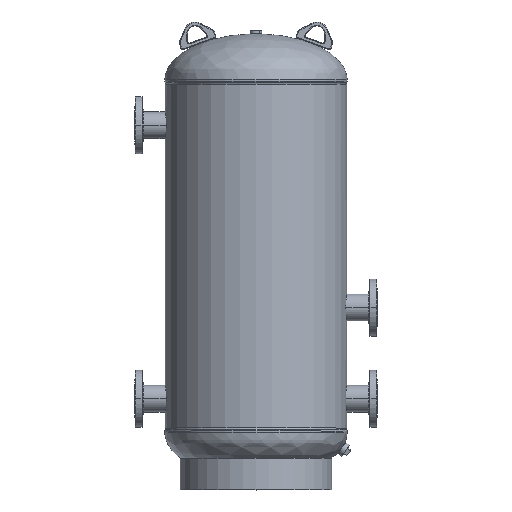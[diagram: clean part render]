
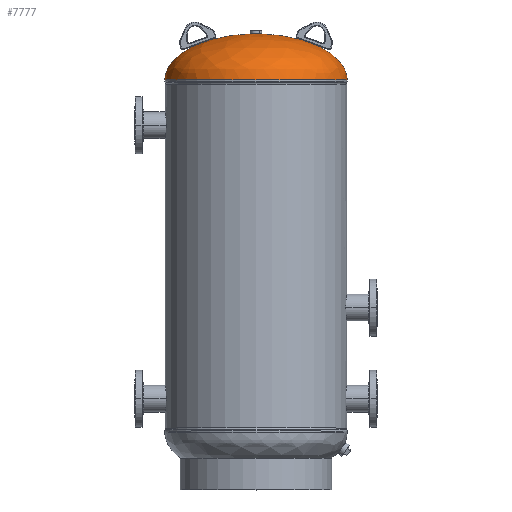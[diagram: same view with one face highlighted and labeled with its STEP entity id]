
A CAD part, top view. The second image highlights one B-rep face of the part: STEP entity #7777.
In plain terms, the highlighted free-form (B-spline) face has degree [3, 3] with [4, 4] control points.
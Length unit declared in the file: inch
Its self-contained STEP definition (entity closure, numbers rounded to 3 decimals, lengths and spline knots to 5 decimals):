
#325 =( BOUNDED_CURVE ( )  B_SPLINE_CURVE ( 3, ( #5632, #9748, #542, #3628 ),
 .UNSPECIFIED., .F., .F. ) 
 B_SPLINE_CURVE_WITH_KNOTS ( ( 4, 4 ),
 ( 1.6229, 3.14159 ),
 .UNSPECIFIED. ) 
 CURVE ( )  GEOMETRIC_REPRESENTATION_ITEM ( )  RATIONAL_B_SPLINE_CURVE ( ( 1., 0.817, 0.817, 1. ) ) 
 REPRESENTATION_ITEM ( '' )  );
#542 = CARTESIAN_POINT ( 'NONE',  ( 12., 3.97305, 0. ) ) ;
#979 = CARTESIAN_POINT ( 'NONE',  ( -12., 3.97305, 0. ) ) ;
#1013 = VERTEX_POINT ( 'NONE', #4547 ) ;
#1154 = CARTESIAN_POINT ( 'NONE',  ( 7.35823, 6.44849, 0. ) ) ;
#1282 = DIRECTION ( 'NONE',  ( 1., 0., 0. ) ) ;
#1357 = CARTESIAN_POINT ( 'NONE',  ( 7.35823, 6.44849, 14.71646 ) ) ;
#1506 = ORIENTED_EDGE ( 'NONE', *, *, #9156, .F. ) ;
#2125 =( BOUNDED_SURFACE ( )  B_SPLINE_SURFACE ( 3, 3, ( 
 ( #8566, #12637, #2161, #7405 ),
 ( #1154, #1357, #9357, #7543 ),
 ( #4240, #10432, #11506, #2362 ),
 ( #6459, #6393, #12448, #8364 ) ),
 .UNSPECIFIED., .F., .F., .F. ) 
 B_SPLINE_SURFACE_WITH_KNOTS ( ( 4, 4 ),
 ( 4, 4 ),
 ( 0., 1. ),
 ( 0., 1. ),
 .UNSPECIFIED. ) 
 GEOMETRIC_REPRESENTATION_ITEM ( )  RATIONAL_B_SPLINE_SURFACE ( (
 ( 1., 0.333, 0.333, 1.),
 ( 0.817, 0.272, 0.272, 0.817),
 ( 0.817, 0.272, 0.272, 0.817),
 ( 1., 0.333, 0.333, 1.) ) ) 
 REPRESENTATION_ITEM ( '' )  SURFACE ( )  );
#2161 = CARTESIAN_POINT ( 'NONE',  ( -0.625, 6.62626, 1.25 ) ) ;
#2362 = CARTESIAN_POINT ( 'NONE',  ( -12., 3.97305, 0. ) ) ;
#3076 = ORIENTED_EDGE ( 'NONE', *, *, #12698, .F. ) ;
#3144 =( BOUNDED_CURVE ( )  B_SPLINE_CURVE ( 3, ( #6090, #9258, #979, #12341 ),
 .UNSPECIFIED., .F., .F. ) 
 B_SPLINE_CURVE_WITH_KNOTS ( ( 4, 4 ),
 ( 1.6229, 3.14159 ),
 .UNSPECIFIED. ) 
 CURVE ( )  GEOMETRIC_REPRESENTATION_ITEM ( )  RATIONAL_B_SPLINE_CURVE ( ( 1., 0.817, 0.817, 1. ) ) 
 REPRESENTATION_ITEM ( '' )  );
#3185 = DIRECTION ( 'NONE',  ( 0., -1., 0. ) ) ;
#3305 = FACE_OUTER_BOUND ( 'NONE', #12796, .T. ) ;
#3501 = AXIS2_PLACEMENT_3D ( 'NONE', #6337, #3185, #6078 ) ;
#3628 = CARTESIAN_POINT ( 'NONE',  ( 12., 0.56, 0. ) ) ;
#3805 = VERTEX_POINT ( 'NONE', #6331 ) ;
#4240 = CARTESIAN_POINT ( 'NONE',  ( 12., 3.97305, 0. ) ) ;
#4547 = CARTESIAN_POINT ( 'NONE',  ( 12., 0.56, 0. ) ) ;
#4616 = EDGE_CURVE ( 'NONE', #3805, #7109, #3144, .T. ) ;
#4871 = ORIENTED_EDGE ( 'NONE', *, *, #4616, .T. ) ;
#5156 = CIRCLE ( 'NONE', #7531, 0.625 ) ;
#5174 = CIRCLE ( 'NONE', #6041, 0.625 ) ;
#5264 = EDGE_CURVE ( 'NONE', #3805, #6176, #5156, .T. ) ;
#5571 = CARTESIAN_POINT ( 'NONE',  ( 0., 6.62626, 0. ) ) ;
#5632 = CARTESIAN_POINT ( 'NONE',  ( 0.625, 6.62626, 0. ) ) ;
#6041 = AXIS2_PLACEMENT_3D ( 'NONE', #6540, #9575, #10646 ) ;
#6078 = DIRECTION ( 'NONE',  ( 1., 0., 0. ) ) ;
#6090 = CARTESIAN_POINT ( 'NONE',  ( -0.625, 6.62626, 0. ) ) ;
#6176 = VERTEX_POINT ( 'NONE', #10583 ) ;
#6331 = CARTESIAN_POINT ( 'NONE',  ( -0.625, 6.62626, 0. ) ) ;
#6337 = CARTESIAN_POINT ( 'NONE',  ( 0., 0.56, 0. ) ) ;
#6393 = CARTESIAN_POINT ( 'NONE',  ( 12., 0.56, 24. ) ) ;
#6458 = DIRECTION ( 'NONE',  ( 0., 1., 0. ) ) ;
#6459 = CARTESIAN_POINT ( 'NONE',  ( 12., 0.56, 0. ) ) ;
#6540 = CARTESIAN_POINT ( 'NONE',  ( 0., 6.62626, 0. ) ) ;
#6729 = CIRCLE ( 'NONE', #3501, 12. ) ;
#6778 = EDGE_CURVE ( 'NONE', #6176, #12579, #5174, .T. ) ;
#6878 = CARTESIAN_POINT ( 'NONE',  ( -12., 0.56, 0. ) ) ;
#7109 = VERTEX_POINT ( 'NONE', #6878 ) ;
#7405 = CARTESIAN_POINT ( 'NONE',  ( -0.625, 6.62626, 0. ) ) ;
#7531 = AXIS2_PLACEMENT_3D ( 'NONE', #5571, #6458, #1282 ) ;
#7543 = CARTESIAN_POINT ( 'NONE',  ( -7.35823, 6.44849, 0. ) ) ;
#7777 = ADVANCED_FACE ( 'NONE', ( #3305 ), #2125, .F. ) ;
#8364 = CARTESIAN_POINT ( 'NONE',  ( -12., 0.56, 0. ) ) ;
#8566 = CARTESIAN_POINT ( 'NONE',  ( 0.625, 6.62626, 0. ) ) ;
#8879 = ORIENTED_EDGE ( 'NONE', *, *, #5264, .F. ) ;
#9156 = EDGE_CURVE ( 'NONE', #12579, #1013, #325, .T. ) ;
#9258 = CARTESIAN_POINT ( 'NONE',  ( -7.35823, 6.44849, 0. ) ) ;
#9357 = CARTESIAN_POINT ( 'NONE',  ( -7.35823, 6.44849, 14.71646 ) ) ;
#9575 = DIRECTION ( 'NONE',  ( 0., 1., 0. ) ) ;
#9748 = CARTESIAN_POINT ( 'NONE',  ( 7.35823, 6.44849, 0. ) ) ;
#10432 = CARTESIAN_POINT ( 'NONE',  ( 12., 3.97305, 24. ) ) ;
#10583 = CARTESIAN_POINT ( 'NONE',  ( 0., 6.62626, 0.625 ) ) ;
#10646 = DIRECTION ( 'NONE',  ( 1., 0., 0. ) ) ;
#10837 = ORIENTED_EDGE ( 'NONE', *, *, #6778, .F. ) ;
#11506 = CARTESIAN_POINT ( 'NONE',  ( -12., 3.97305, 24. ) ) ;
#12341 = CARTESIAN_POINT ( 'NONE',  ( -12., 0.56, 0. ) ) ;
#12448 = CARTESIAN_POINT ( 'NONE',  ( -12., 0.56, 24. ) ) ;
#12579 = VERTEX_POINT ( 'NONE', #12990 ) ;
#12637 = CARTESIAN_POINT ( 'NONE',  ( 0.625, 6.62626, 1.25 ) ) ;
#12698 = EDGE_CURVE ( 'NONE', #1013, #7109, #6729, .T. ) ;
#12796 = EDGE_LOOP ( 'NONE', ( #8879, #4871, #3076, #1506, #10837 ) ) ;
#12990 = CARTESIAN_POINT ( 'NONE',  ( 0.625, 6.62626, 0. ) ) ;
